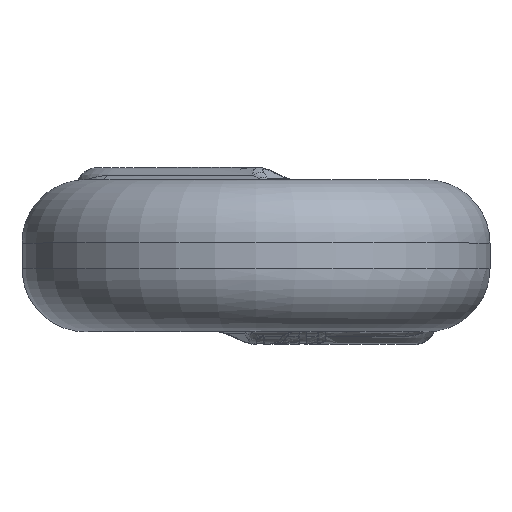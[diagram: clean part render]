
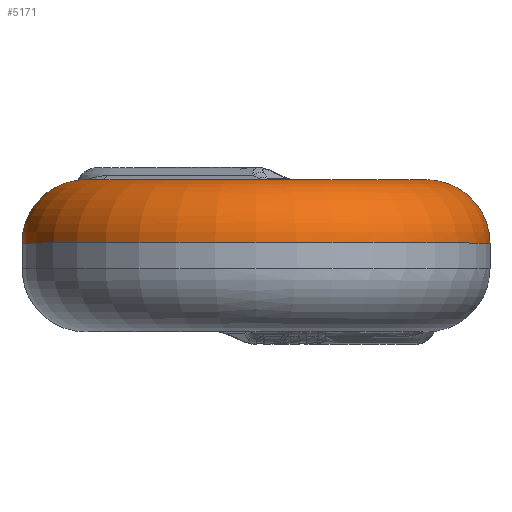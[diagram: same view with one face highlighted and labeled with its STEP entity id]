
A CAD part, top view. The second image highlights one B-rep face of the part: STEP entity #5171.
In plain terms, the highlighted toroidal (fillet/blend) face has major radius 2.7 mm and minor radius 1 mm.
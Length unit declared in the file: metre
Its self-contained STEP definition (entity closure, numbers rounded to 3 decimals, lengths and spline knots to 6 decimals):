
#27=TOROIDAL_SURFACE('',#5397,0.0027,0.001);
#86=CIRCLE('',#5392,0.0037);
#88=CIRCLE('',#5396,0.0027);
#1427=ORIENTED_EDGE('',*,*,#2265,.F.);
#1428=ORIENTED_EDGE('',*,*,#2223,.T.);
#1429=ORIENTED_EDGE('',*,*,#2226,.T.);
#1430=ORIENTED_EDGE('',*,*,#2229,.T.);
#1431=ORIENTED_EDGE('',*,*,#2263,.T.);
#2223=EDGE_CURVE('',#2655,#2657,#2880,.T.);
#2226=EDGE_CURVE('',#2657,#2659,#2883,.T.);
#2229=EDGE_CURVE('',#2659,#2661,#2885,.T.);
#2263=EDGE_CURVE('',#2686,#2686,#86,.T.);
#2265=EDGE_CURVE('',#2655,#2661,#88,.T.);
#2655=VERTEX_POINT('',#7897);
#2657=VERTEX_POINT('',#7920);
#2659=VERTEX_POINT('',#8008);
#2661=VERTEX_POINT('',#8055);
#2686=VERTEX_POINT('',#8580);
#2880=B_SPLINE_CURVE_WITH_KNOTS('',3,(#7921,#7922,#7923,#7924,#7925),
 .UNSPECIFIED.,.F.,.F.,(4,1,4),(0.,0.5,1.),.UNSPECIFIED.);
#2883=B_SPLINE_CURVE_WITH_KNOTS('',3,(#8009,#8010,#8011,#8012,#8013,#8014,
#8015,#8016,#8017,#8018,#8019,#8020,#8021,#8022,#8023),.UNSPECIFIED.,.F.,
 .F.,(4,1,1,1,1,1,1,1,1,1,1,1,4),(0.,0.125,0.25,0.375,0.4375,0.5,0.5625,
0.625,0.6875,0.75,0.8125,0.875,1.),.UNSPECIFIED.);
#2885=B_SPLINE_CURVE_WITH_KNOTS('',3,(#8056,#8057,#8058,#8059),
 .UNSPECIFIED.,.F.,.F.,(4,4),(0.,1.),.UNSPECIFIED.);
#3195=EDGE_LOOP('',(#1427,#1428,#1429,#1430));
#3196=EDGE_LOOP('',(#1431));
#3426=FACE_BOUND('',#3195,.T.);
#3427=FACE_BOUND('',#3196,.T.);
#5171=ADVANCED_FACE('',(#3426,#3427),#27,.T.);
#5392=AXIS2_PLACEMENT_3D('',#8579,#5996,#5997);
#5396=AXIS2_PLACEMENT_3D('',#8584,#6004,#6005);
#5397=AXIS2_PLACEMENT_3D('',#8585,#6006,#6007);
#5996=DIRECTION('',(0.,1.,0.));
#5997=DIRECTION('',(0.,0.,1.));
#6004=DIRECTION('',(0.,1.,0.));
#6005=DIRECTION('',(0.,0.,1.));
#6006=DIRECTION('',(0.,1.,0.));
#6007=DIRECTION('',(0.,0.,1.));
#7897=CARTESIAN_POINT('',(-0.002449,0.0012,-0.001138));
#7920=CARTESIAN_POINT('',(-0.002866,0.000723,-0.002099));
#7921=CARTESIAN_POINT('',(-0.002449,0.0012,-0.001138));
#7922=CARTESIAN_POINT('',(-0.002595,0.0012,-0.001283));
#7923=CARTESIAN_POINT('',(-0.002894,0.001075,-0.001566));
#7924=CARTESIAN_POINT('',(-0.002919,0.000815,-0.001931));
#7925=CARTESIAN_POINT('',(-0.002866,0.000723,-0.002099));
#8008=CARTESIAN_POINT('',(-0.002012,0.001167,-0.002163));
#8009=CARTESIAN_POINT('',(-0.002866,0.000723,-0.002099));
#8010=CARTESIAN_POINT('',(-0.002833,0.000667,-0.002203));
#8011=CARTESIAN_POINT('',(-0.002741,0.000565,-0.002391));
#8012=CARTESIAN_POINT('',(-0.002582,0.000477,-0.002601));
#8013=CARTESIAN_POINT('',(-0.002401,0.000438,-0.002783));
#8014=CARTESIAN_POINT('',(-0.002195,0.000468,-0.002934));
#8015=CARTESIAN_POINT('',(-0.002092,0.000516,-0.002992));
#8016=CARTESIAN_POINT('',(-0.001955,0.000632,-0.003031));
#8017=CARTESIAN_POINT('',(-0.001882,0.000765,-0.002984));
#8018=CARTESIAN_POINT('',(-0.001862,0.000863,-0.00291));
#8019=CARTESIAN_POINT('',(-0.001884,0.000987,-0.002738));
#8020=CARTESIAN_POINT('',(-0.001906,0.001033,-0.00264));
#8021=CARTESIAN_POINT('',(-0.001949,0.00111,-0.002449));
#8022=CARTESIAN_POINT('',(-0.001987,0.001148,-0.002285));
#8023=CARTESIAN_POINT('',(-0.002012,0.001167,-0.002163));
#8055=CARTESIAN_POINT('',(-0.001961,0.0012,-0.001856));
#8056=CARTESIAN_POINT('',(-0.002012,0.001167,-0.002163));
#8057=CARTESIAN_POINT('',(-0.002034,0.001185,-0.00205));
#8058=CARTESIAN_POINT('',(-0.002018,0.0012,-0.001938));
#8059=CARTESIAN_POINT('',(-0.001961,0.0012,-0.001856));
#8579=CARTESIAN_POINT('',(0.,0.0002,0.));
#8580=CARTESIAN_POINT('',(0.,0.0002,0.0037));
#8584=CARTESIAN_POINT('',(0.,0.0012,0.));
#8585=CARTESIAN_POINT('',(0.,0.0002,0.));
